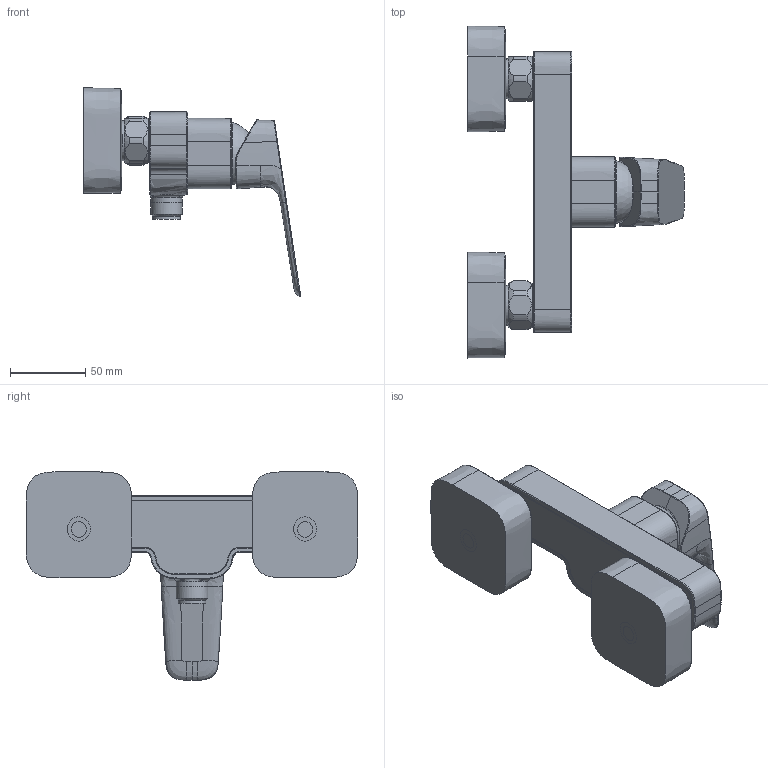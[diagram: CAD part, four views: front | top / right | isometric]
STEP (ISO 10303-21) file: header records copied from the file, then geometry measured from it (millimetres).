
FILE_DESCRIPTION(/* description */ ('Unknown'),/* implementation_level */ '2;1');
FILE_NAME(/* name */ '1018240000',/* time_stamp */ '2024-02-01T08:28:12+01:00',/* author */ ('Unknown'),/* organization */ ('GROHE AG'),/* preprocessor_version */ 'ST-DEVELOPER v16.7',/* originating_system */ 'DEX',/* authorisation */ $);
FILE_SCHEMA (('AUTOMOTIVE_DESIGN {1 0 10303 214 3 1 1}'));
Length unit declared in the file: millimetre
Products named in the file (13): 1018240000_EHM_BRS-UP_CONCEALED_02216116; 418093038_GEH_EHM_BR_OHM_SHOWER_100304680; 00009031_Nippel__An_000615833; 03035138_MUTTER_UEB_UNION_NUT_01932850; 413031031_FUEHRUNG_W_WATER_GUID_100103184; 418894038_HEBEL_EHM-_OHM_LEVER_100338501; 418094038_PLATTE_ABD_COVER_PART_100304711; 418092038_KAPPE_CAP_100303608; 418911000P_ANSCHLUSS__S-UNION_100351882_oa_0; 406389131_ANSCHLUSS__S-UNION_100184420_oa_1; 418091038_ROSETTE_ROSETTE_100304674; 418911000P_ANSCHLUSS__S-UNION_100351882_oa_2; 406389131_ANSCHLUSS__S-UNION_100184420_oa_3
Assembly tree (15 placements, depth 3):
  1018240000_EHM_BRS-UP_CONCEALED_02216116
    418093038_GEH_EHM_BR_OHM_SHOWER_100304680
    00009031_Nippel__An_000615833  x2
    03035138_MUTTER_UEB_UNION_NUT_01932850  x2
    413031031_FUEHRUNG_W_WATER_GUID_100103184
    418894038_HEBEL_EHM-_OHM_LEVER_100338501
    418094038_PLATTE_ABD_COVER_PART_100304711
    418092038_KAPPE_CAP_100303608
    418911000P_ANSCHLUSS__S-UNION_100351882_oa_0
      406389131_ANSCHLUSS__S-UNION_100184420_oa_1
      418091038_ROSETTE_ROSETTE_100304674
    418911000P_ANSCHLUSS__S-UNION_100351882_oa_2
      406389131_ANSCHLUSS__S-UNION_100184420_oa_3
      418091038_ROSETTE_ROSETTE_100304674
Bounding box: 143.83 x 220 x 137.96 mm (x, y, z)
Volume: 586114.2 mm3; surface area: 125019.4 mm2
Topology: 13 solids, 15 shells, 390 faces, 909 edges, 551 vertices
Faces by surface type: bspline 154, plane 100, cylinder 79, cone 31, torus 23, sphere 3
Full cylindrical faces by diameter (mm): 8.7 x1, 10 x2, 11.4 x2, 13.094 x1, 15.3 x2, 15.7 x2, 16 x3, 18 x2, 18.5 x5, 20 x2, 20.955 x1, 21 x3, 23 x2, 24 x2, 26.44 x2
Entity records: 18284 total; most frequent: CARTESIAN_POINT 11163, ORIENTED_EDGE 1428, DIRECTION 1006, EDGE_CURVE 714, VERTEX_POINT 468, EDGE_LOOP 430, FACE_BOUND 430, AXIS2_PLACEMENT_3D 423
